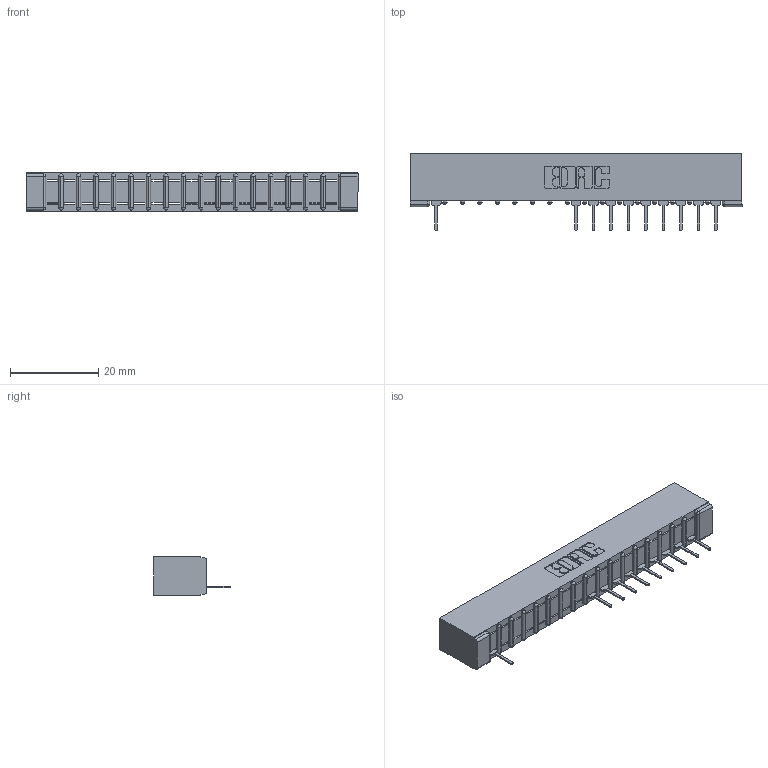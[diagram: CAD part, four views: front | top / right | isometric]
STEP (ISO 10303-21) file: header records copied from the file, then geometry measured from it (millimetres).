
FILE_DESCRIPTION (( 'STEP AP203' ), '1' );
FILE_NAME ('307-017-531-101.STEP', '2018-08-03T21:47:07', ( '' ), ( '' ), 'SwSTEP 2.0', 'SolidWorks 2016', '' );
FILE_SCHEMA (( 'CONFIG_CONTROL_DESIGN' ));
Length unit declared in the file: inch
Products named in the file (3): 307 Part_No Mounting Lugs; 307-290-001_531; 307-017-531-101
Assembly tree (11 placements, depth 2):
  307-017-531-101
    307 Part_No Mounting Lugs
    307-290-001_531  x10
Bounding box: 75.23 x 17.42 x 8.71 mm (x, y, z)
Volume: 4841.3 mm3; surface area: 6911.8 mm2
Topology: 11 solids, 11 shells, 828 faces, 2367 edges, 1514 vertices
Faces by surface type: plane 520, cylinder 272, sphere 36
Entity records: 17122 total; most frequent: CARTESIAN_POINT 2905, ORIENTED_EDGE 2898, DIRECTION 2831, EDGE_CURVE 1449, LINE 1103, VECTOR 1103, VERTEX_POINT 938, AXIS2_PLACEMENT_3D 864
